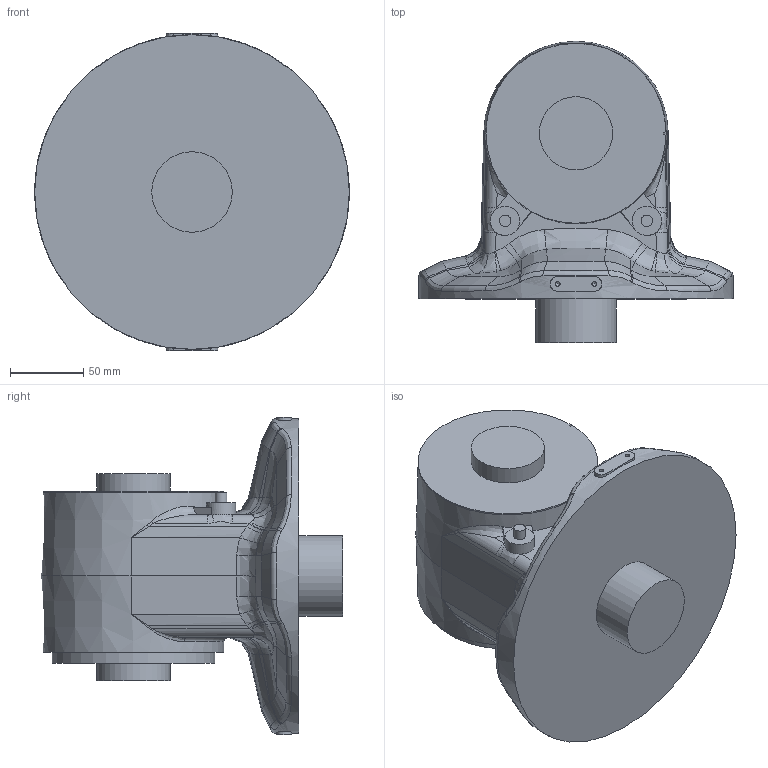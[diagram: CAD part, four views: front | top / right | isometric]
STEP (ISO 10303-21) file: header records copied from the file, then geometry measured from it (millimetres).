
FILE_DESCRIPTION(/* description */ (''),/* implementation_level */ '2;1');
FILE_NAME(/* name */ '1st_axis.step',/* time_stamp */ '2024-01-04T19:43:12+05:30',/* author */ (''),/* organization */ (''),/* preprocessor_version */ 'ST-DEVELOPER v20',/* originating_system */ 'Autodesk Translation Framework v12.14.0.127',/* authorisation */ '');
FILE_SCHEMA (('AUTOMOTIVE_DESIGN { 1 0 10303 214 3 1 1 }'));
Length unit declared in the file: millimetre
Products named in the file (1): 1st_axis
Bounding box: 215 x 206 x 217 mm (x, y, z)
Volume: 2803631.6 mm3; surface area: 156453.1 mm2
Topology: 1 solids, 1 shells, 239 faces, 557 edges, 323 vertices
Faces by surface type: bspline 135, plane 39, cylinder 29, cone 26, torus 10
Full cylindrical faces by diameter (mm): 3.3 x4, 8 x2, 20 x2, 50 x2, 55 x1, 111 x1, 215 x1
Entity records: 17429 total; most frequent: CARTESIAN_POINT 12829, ORIENTED_EDGE 1098, DIRECTION 736, EDGE_CURVE 549, VERTEX_POINT 323, AXIS2_PLACEMENT_3D 310, EDGE_LOOP 250, FACE_OUTER_BOUND 239
